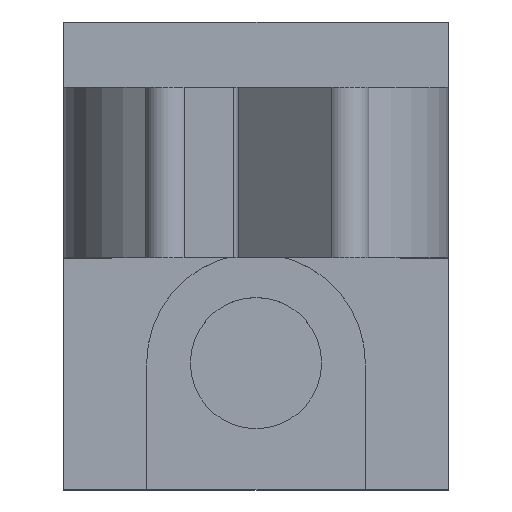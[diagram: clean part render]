
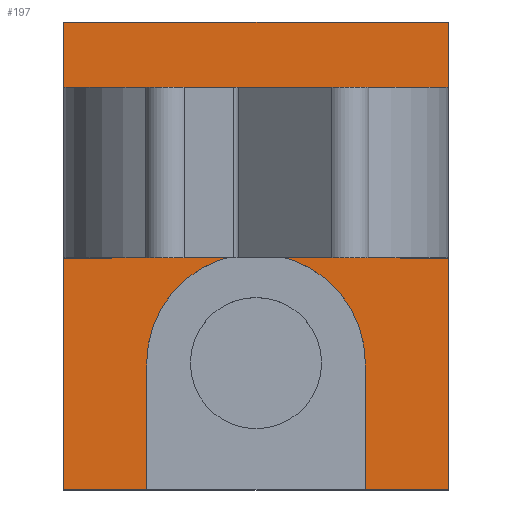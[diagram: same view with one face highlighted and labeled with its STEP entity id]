
A CAD part, top view. The second image highlights one B-rep face of the part: STEP entity #197.
In plain terms, the highlighted planar face has unit normal (0, 0, 1).
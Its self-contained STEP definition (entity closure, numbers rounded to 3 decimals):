
#197 = ADVANCED_FACE( '', ( #366 ), #367, .F. );
#366 = FACE_OUTER_BOUND( '', #527, .T. );
#367 = PLANE( '', #528 );
#527 = EDGE_LOOP( '', ( #874, #875, #876, #877, #878, #879, #880, #881, #882, #883, #884, #885, #886, #887, #888, #889 ) );
#528 = AXIS2_PLACEMENT_3D( '', #890, #891, #892 );
#874 = ORIENTED_EDGE( '', *, *, #1053, .T. );
#875 = ORIENTED_EDGE( '', *, *, #1159, .T. );
#876 = ORIENTED_EDGE( '', *, *, #1104, .F. );
#877 = ORIENTED_EDGE( '', *, *, #1138, .F. );
#878 = ORIENTED_EDGE( '', *, *, #1131, .F. );
#879 = ORIENTED_EDGE( '', *, *, #1165, .F. );
#880 = ORIENTED_EDGE( '', *, *, #1149, .F. );
#881 = ORIENTED_EDGE( '', *, *, #1157, .F. );
#882 = ORIENTED_EDGE( '', *, *, #1113, .T. );
#883 = ORIENTED_EDGE( '', *, *, #1166, .F. );
#884 = ORIENTED_EDGE( '', *, *, #1167, .F. );
#885 = ORIENTED_EDGE( '', *, *, #1161, .T. );
#886 = ORIENTED_EDGE( '', *, *, #1028, .T. );
#887 = ORIENTED_EDGE( '', *, *, #1168, .T. );
#888 = ORIENTED_EDGE( '', *, *, #1169, .F. );
#889 = ORIENTED_EDGE( '', *, *, #1140, .F. );
#890 = CARTESIAN_POINT( '', ( 0., 0., 2. ) );
#891 = DIRECTION( '', ( 0., 0., -1. ) );
#892 = DIRECTION( '', ( -1., 0., 0. ) );
#1028 = EDGE_CURVE( '', #1205, #1206, #1207, .T. );
#1053 = EDGE_CURVE( '', #1249, #1247, #1250, .T. );
#1104 = EDGE_CURVE( '', #1329, #1331, #1332, .T. );
#1113 = EDGE_CURVE( '', #1345, #1343, #1346, .T. );
#1131 = EDGE_CURVE( '', #1372, #1374, #1375, .T. );
#1138 = EDGE_CURVE( '', #1374, #1329, #1383, .T. );
#1140 = EDGE_CURVE( '', #1249, #1385, #1386, .T. );
#1149 = EDGE_CURVE( '', #1395, #1397, #1398, .T. );
#1157 = EDGE_CURVE( '', #1345, #1395, #1406, .T. );
#1159 = EDGE_CURVE( '', #1247, #1331, #1408, .T. );
#1161 = EDGE_CURVE( '', #1410, #1205, #1411, .T. );
#1165 = EDGE_CURVE( '', #1397, #1372, #1416, .T. );
#1166 = EDGE_CURVE( '', #1417, #1343, #1418, .T. );
#1167 = EDGE_CURVE( '', #1410, #1417, #1419, .T. );
#1168 = EDGE_CURVE( '', #1206, #1420, #1421, .T. );
#1169 = EDGE_CURVE( '', #1385, #1420, #1422, .T. );
#1205 = VERTEX_POINT( '', #1466 );
#1206 = VERTEX_POINT( '', #1467 );
#1207 = CIRCLE( '', #1468, 2.5 );
#1247 = VERTEX_POINT( '', #1519 );
#1249 = VERTEX_POINT( '', #1522 );
#1250 = LINE( '', #1523, #1524 );
#1329 = VERTEX_POINT( '', #1632 );
#1331 = VERTEX_POINT( '', #1635 );
#1332 = LINE( '', #1636, #1637 );
#1343 = VERTEX_POINT( '', #1650 );
#1345 = VERTEX_POINT( '', #1653 );
#1346 = LINE( '', #1654, #1655 );
#1372 = VERTEX_POINT( '', #1687 );
#1374 = VERTEX_POINT( '', #1690 );
#1375 = LINE( '', #1691, #1692 );
#1383 = LINE( '', #1704, #1705 );
#1385 = VERTEX_POINT( '', #1708 );
#1386 = LINE( '', #1709, #1710 );
#1395 = VERTEX_POINT( '', #1720 );
#1397 = VERTEX_POINT( '', #1723 );
#1398 = LINE( '', #1724, #1725 );
#1406 = LINE( '', #1736, #1737 );
#1408 = LINE( '', #1739, #1740 );
#1410 = VERTEX_POINT( '', #1742 );
#1411 = LINE( '', #1743, #1744 );
#1416 = LINE( '', #1751, #1752 );
#1417 = VERTEX_POINT( '', #1753 );
#1418 = LINE( '', #1754, #1755 );
#1419 = LINE( '', #1756, #1757 );
#1420 = VERTEX_POINT( '', #1758 );
#1421 = LINE( '', #1759, #1760 );
#1422 = LINE( '', #1761, #1762 );
#1466 = CARTESIAN_POINT( '', ( -2.5, -4.35, 2. ) );
#1467 = CARTESIAN_POINT( '', ( 2.5, -4.35, 2. ) );
#1468 = AXIS2_PLACEMENT_3D( '', #1804, #1805, #1806 );
#1519 = CARTESIAN_POINT( '', ( 3.3, -1.95, 2. ) );
#1522 = CARTESIAN_POINT( '', ( 4.4, -1.95, 2. ) );
#1523 = CARTESIAN_POINT( '', ( 4.4, -1.95, 2. ) );
#1524 = VECTOR( '', #1843, 1000. );
#1632 = CARTESIAN_POINT( '', ( 4.4, 1.95, 2. ) );
#1635 = CARTESIAN_POINT( '', ( 3.3, 1.95, 2. ) );
#1636 = CARTESIAN_POINT( '', ( 4.4, 1.95, 2. ) );
#1637 = VECTOR( '', #1901, 1000. );
#1650 = CARTESIAN_POINT( '', ( -4.4, -1.95, 2. ) );
#1653 = CARTESIAN_POINT( '', ( -3.3, -1.95, 2. ) );
#1654 = CARTESIAN_POINT( '', ( -4.4, -1.95, 2. ) );
#1655 = VECTOR( '', #1914, 1000. );
#1687 = CARTESIAN_POINT( '', ( -4.4, 3.45, 2. ) );
#1690 = CARTESIAN_POINT( '', ( 4.4, 3.45, 2. ) );
#1691 = CARTESIAN_POINT( '', ( -4.4, 3.45, 2. ) );
#1692 = VECTOR( '', #1943, 1000. );
#1704 = CARTESIAN_POINT( '', ( 4.4, 3.45, 2. ) );
#1705 = VECTOR( '', #1948, 1000. );
#1708 = CARTESIAN_POINT( '', ( 4.4, -7.25, 2. ) );
#1709 = CARTESIAN_POINT( '', ( 4.4, 3.45, 2. ) );
#1710 = VECTOR( '', #1950, 1000. );
#1720 = CARTESIAN_POINT( '', ( -3.3, 1.95, 2. ) );
#1723 = CARTESIAN_POINT( '', ( -4.4, 1.95, 2. ) );
#1724 = CARTESIAN_POINT( '', ( -4.4, 1.95, 2. ) );
#1725 = VECTOR( '', #1965, 1000. );
#1736 = CARTESIAN_POINT( '', ( -3.3, -1.95, 2. ) );
#1737 = VECTOR( '', #1969, 1000. );
#1739 = CARTESIAN_POINT( '', ( 3.3, -1.95, 2. ) );
#1740 = VECTOR( '', #1970, 1000. );
#1742 = CARTESIAN_POINT( '', ( -2.5, -7.25, 2. ) );
#1743 = CARTESIAN_POINT( '', ( -2.5, -7.25, 2. ) );
#1744 = VECTOR( '', #1971, 1000. );
#1751 = CARTESIAN_POINT( '', ( -4.4, -7.25, 2. ) );
#1752 = VECTOR( '', #1974, 1000. );
#1753 = CARTESIAN_POINT( '', ( -4.4, -7.25, 2. ) );
#1754 = CARTESIAN_POINT( '', ( -4.4, -7.25, 2. ) );
#1755 = VECTOR( '', #1975, 1000. );
#1756 = CARTESIAN_POINT( '', ( 4.4, -7.25, 2. ) );
#1757 = VECTOR( '', #1976, 1000. );
#1758 = CARTESIAN_POINT( '', ( 2.5, -7.25, 2. ) );
#1759 = CARTESIAN_POINT( '', ( 2.5, -4.35, 2. ) );
#1760 = VECTOR( '', #1977, 1000. );
#1761 = CARTESIAN_POINT( '', ( 4.4, -7.25, 2. ) );
#1762 = VECTOR( '', #1978, 1000. );
#1804 = CARTESIAN_POINT( '', ( 0., -4.35, 2. ) );
#1805 = DIRECTION( '', ( 0., 0., -1. ) );
#1806 = DIRECTION( '', ( -1., 0., 0. ) );
#1843 = DIRECTION( '', ( -1., 0., 0. ) );
#1901 = DIRECTION( '', ( -1., 0., 0. ) );
#1914 = DIRECTION( '', ( -1., 0., 0. ) );
#1943 = DIRECTION( '', ( 1., 0., 0. ) );
#1948 = DIRECTION( '', ( 0., -1., 0. ) );
#1950 = DIRECTION( '', ( 0., -1., 0. ) );
#1965 = DIRECTION( '', ( -1., 0., 0. ) );
#1969 = DIRECTION( '', ( 0., 1., 0. ) );
#1970 = DIRECTION( '', ( 0., 1., 0. ) );
#1971 = DIRECTION( '', ( 0., 1., 0. ) );
#1974 = DIRECTION( '', ( 0., 1., 0. ) );
#1975 = DIRECTION( '', ( 0., 1., 0. ) );
#1976 = DIRECTION( '', ( -1., 0., 0. ) );
#1977 = DIRECTION( '', ( 0., -1., 0. ) );
#1978 = DIRECTION( '', ( -1., 0., 0. ) );
